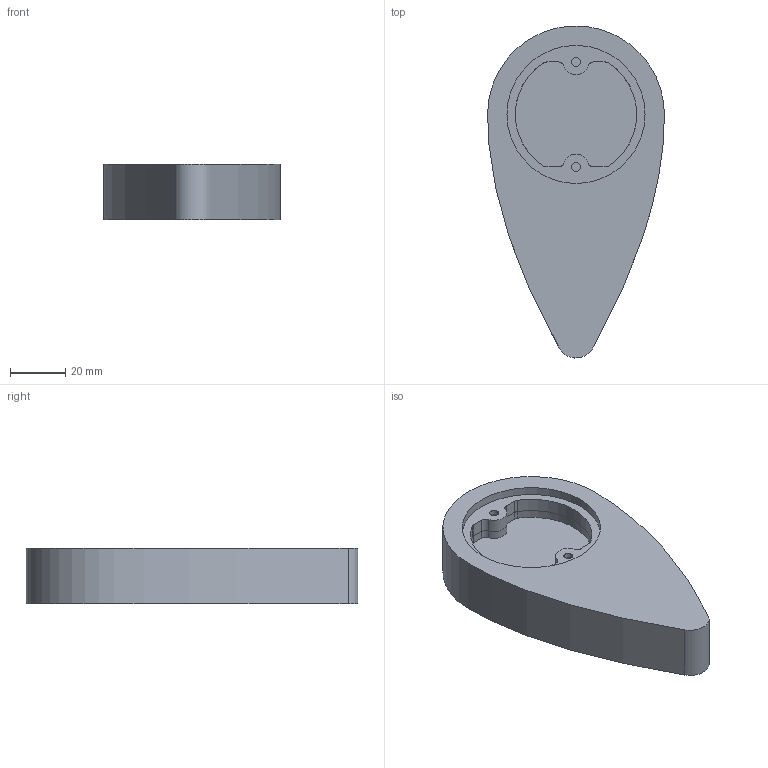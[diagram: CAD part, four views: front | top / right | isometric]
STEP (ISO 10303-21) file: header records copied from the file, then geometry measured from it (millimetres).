
FILE_DESCRIPTION(/* description */ (''),/* implementation_level */ '2;1');
FILE_NAME(/* name */ 'bottle opener handle',/* time_stamp */ '2025-04-30T15:56:55+02:00',/* author */ (''),/* organization */ (''),/* preprocessor_version */ 'ST-DEVELOPER v19.2',/* originating_system */ 'Rhino 8.17',/* authorisation */ '');
FILE_SCHEMA (('CONFIG_CONTROL_DESIGN'));
Length unit declared in the file: millimetre
Products named in the file (1): Document
Bounding box: 63.96 x 120.04 x 20 mm (x, y, z)
Volume: 94106 mm3; surface area: 18555.9 mm2
Topology: 1 solids, 1 shells, 43 faces, 98 edges, 61 vertices
Faces by surface type: cylinder 25, plane 14, bspline 4
Entity records: 1485 total; most frequent: CARTESIAN_POINT 545, ORIENTED_EDGE 196, DIRECTION 129, EDGE_CURVE 98, AXIS2_PLACEMENT_3D 84, VERTEX_POINT 61, EDGE_LOOP 47, ADVANCED_FACE 43
